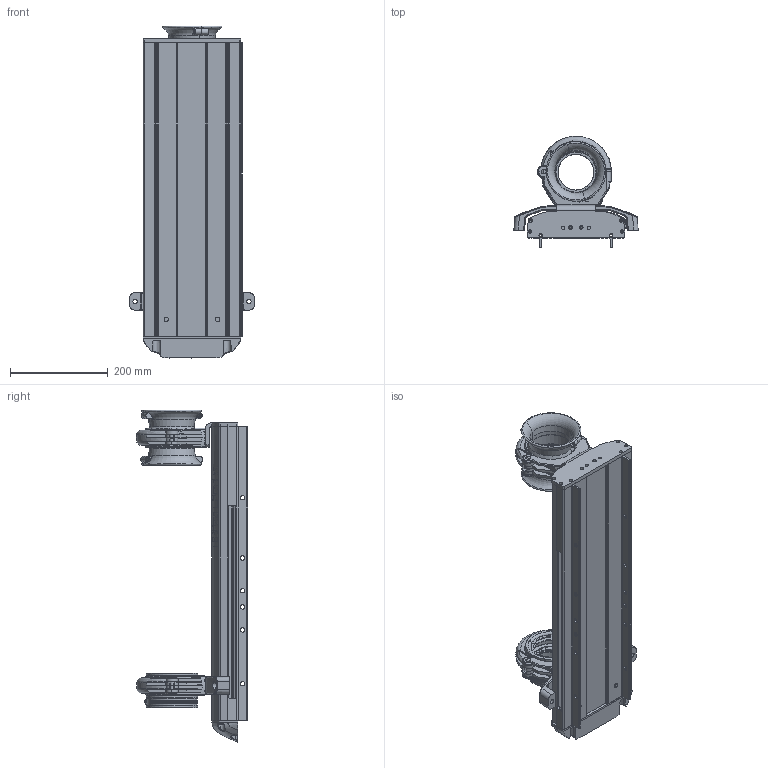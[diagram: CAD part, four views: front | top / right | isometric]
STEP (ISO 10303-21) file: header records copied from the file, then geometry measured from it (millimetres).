
FILE_DESCRIPTION (( 'STEP AP214' ), '1' );
FILE_NAME ('lsh3_us.STEP', '2023-05-02T06:49:30', ( '' ), ( '' ), 'SwSTEP 2.0', 'SolidWorks 2020', '' );
FILE_SCHEMA (( 'AUTOMOTIVE_DESIGN' ));
Length unit declared in the file: millimetre
Products named in the file (1): lsh3_us
Bounding box: 254.3 x 226.96 x 678.37 mm (x, y, z)
Surface area: 1166913.4 mm2 (no closed solid volume)
Topology: 0 solids, 154 shells, 3576 faces, 10430 edges, 7117 vertices
Faces by surface type: bspline 1409, plane 1120, cylinder 656, torus 196, cone 169, sphere 26
Full cylindrical faces by diameter (mm): 2.5 x4, 2.8 x4, 5.6 x4, 6 x4, 6.6 x10, 6.8 x2, 7 x8, 8.5 x6, 9 x16, 9.8 x6, 10 x4, 10.2 x2, 11 x2, 13 x2, 15 x2
Entity records: 239593 total; most frequent: CARTESIAN_POINT 120083, ORIENTED_EDGE 19202, DIRECTION 11621, EDGE_CURVE 10237, VERTEX_POINT 7074, EDGE_LOOP 4178, AXIS2_PLACEMENT_3D 3979, B_SPLINE_CURVE_WITH_KNOTS 3860
